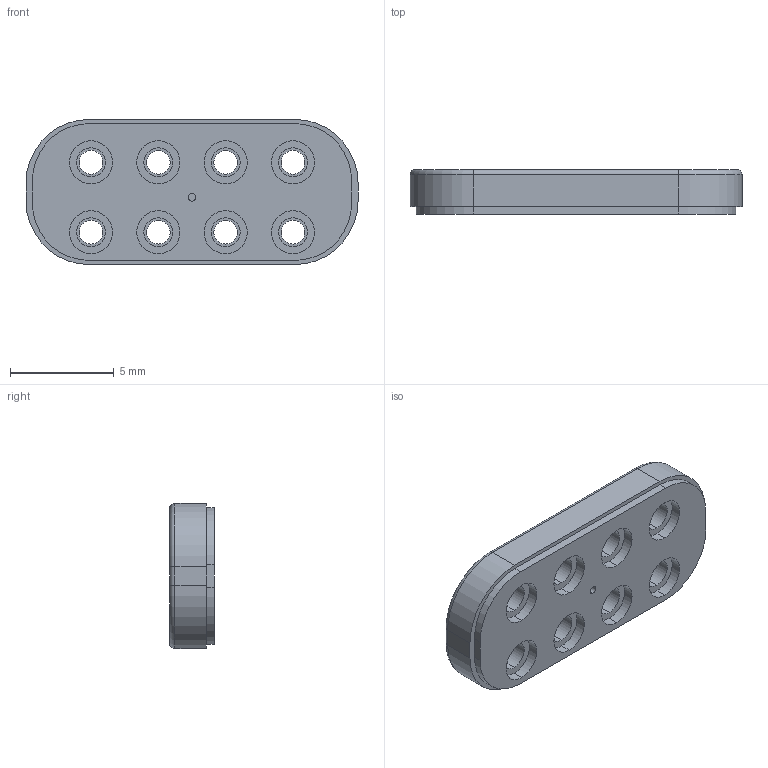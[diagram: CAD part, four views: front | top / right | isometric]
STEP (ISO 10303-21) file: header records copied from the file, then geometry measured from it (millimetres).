
FILE_DESCRIPTION (( 'STEP AP203' ), '1' );
FILE_NAME ('NNP-DWG-130-010-000 Remote Module, Capthrough, Lid.STEP', '2024-08-12T19:56:11', ( '' ), ( '' ), 'SwSTEP 2.0', 'SolidWorks 2024', '' );
FILE_SCHEMA (( 'CONFIG_CONTROL_DESIGN' ));
Length unit declared in the file: inch
Products named in the file (1): NNP-DWG-130-010-000 Remote Module, Capthrough, Lid
Bounding box: 16.03 x 2.16 x 7.01 mm (x, y, z)
Volume: 187.6 mm3; surface area: 359.6 mm2
Topology: 1 solids, 1 shells, 94 faces, 214 edges, 140 vertices
Faces by surface type: cylinder 62, plane 28, torus 4
Entity records: 2813 total; most frequent: DIRECTION 532, CARTESIAN_POINT 449, ORIENTED_EDGE 428, AXIS2_PLACEMENT_3D 223, EDGE_CURVE 214, VERTEX_POINT 140, CIRCLE 128, EDGE_LOOP 128
